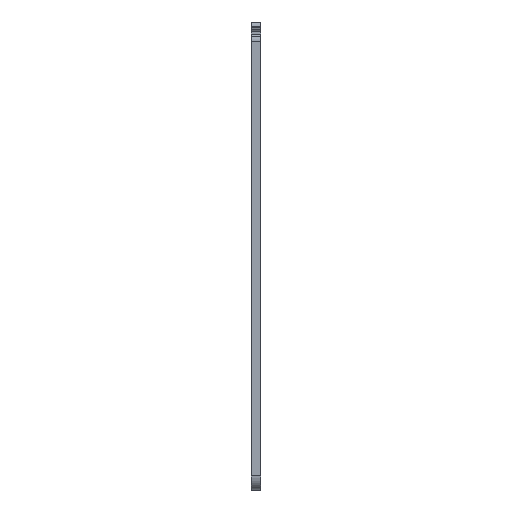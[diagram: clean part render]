
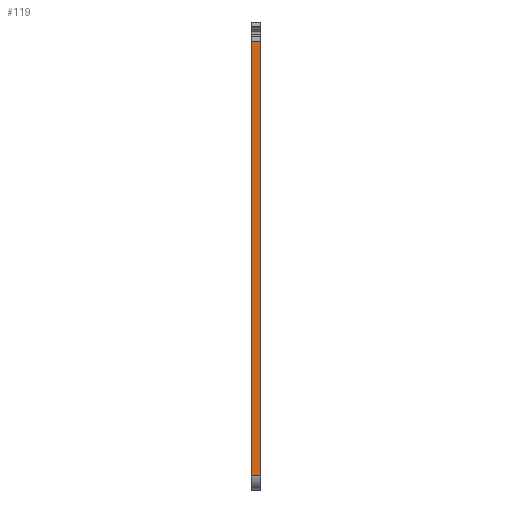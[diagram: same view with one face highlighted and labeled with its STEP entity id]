
A CAD part, front view. The second image highlights one B-rep face of the part: STEP entity #119.
In plain terms, the highlighted planar face has unit normal (0, -1, 0).
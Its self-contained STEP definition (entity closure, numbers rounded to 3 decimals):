
#92=AXIS2_PLACEMENT_3D('Plane Axis2P3D',#89,#90,#91) ;
#60=CARTESIAN_POINT('Vertex',(2.,0.,3.)) ;
#63=CARTESIAN_POINT('Line Origine',(1.,0.,3.)) ;
#67=CARTESIAN_POINT('Vertex',(0.,0.,3.)) ;
#89=CARTESIAN_POINT('Axis2P3D Location',(0.,0.,95.931)) ;
#94=CARTESIAN_POINT('Line Origine',(2.,0.,49.466)) ;
#98=CARTESIAN_POINT('Vertex',(2.,0.,95.931)) ;
#101=CARTESIAN_POINT('Line Origine',(1.,0.,95.931)) ;
#105=CARTESIAN_POINT('Vertex',(0.,0.,95.931)) ;
#108=CARTESIAN_POINT('Line Origine',(0.,0.,49.466)) ;
#64=DIRECTION('Vector Direction',(-1.,0.,0.)) ;
#90=DIRECTION('Axis2P3D Direction',(0.,-1.,-0.)) ;
#91=DIRECTION('Axis2P3D XDirection',(0.,0.,-1.)) ;
#95=DIRECTION('Vector Direction',(0.,0.,-1.)) ;
#102=DIRECTION('Vector Direction',(1.,0.,0.)) ;
#109=DIRECTION('Vector Direction',(0.,0.,-1.)) ;
#65=VECTOR('Line Direction',#64,1.) ;
#96=VECTOR('Line Direction',#95,1.) ;
#103=VECTOR('Line Direction',#102,1.) ;
#110=VECTOR('Line Direction',#109,1.) ;
#114=ORIENTED_EDGE('',*,*,#100,.T.) ;
#115=ORIENTED_EDGE('',*,*,#107,.F.) ;
#116=ORIENTED_EDGE('',*,*,#112,.F.) ;
#117=ORIENTED_EDGE('',*,*,#69,.T.) ;
#119=ADVANCED_FACE('V1',(#118),#93,.T.) ;
#69=EDGE_CURVE('',#68,#61,#66,.F.) ;
#100=EDGE_CURVE('',#61,#99,#97,.F.) ;
#107=EDGE_CURVE('',#106,#99,#104,.T.) ;
#112=EDGE_CURVE('',#68,#106,#111,.F.) ;
#113=EDGE_LOOP('',(#114,#115,#116,#117)) ;
#118=FACE_OUTER_BOUND('',#113,.T.) ;
#66=LINE('Line',#63,#65) ;
#97=LINE('Line',#94,#96) ;
#104=LINE('Line',#101,#103) ;
#111=LINE('Line',#108,#110) ;
#93=PLANE('',#92) ;
#61=VERTEX_POINT('',#60) ;
#68=VERTEX_POINT('',#67) ;
#99=VERTEX_POINT('',#98) ;
#106=VERTEX_POINT('',#105) ;
